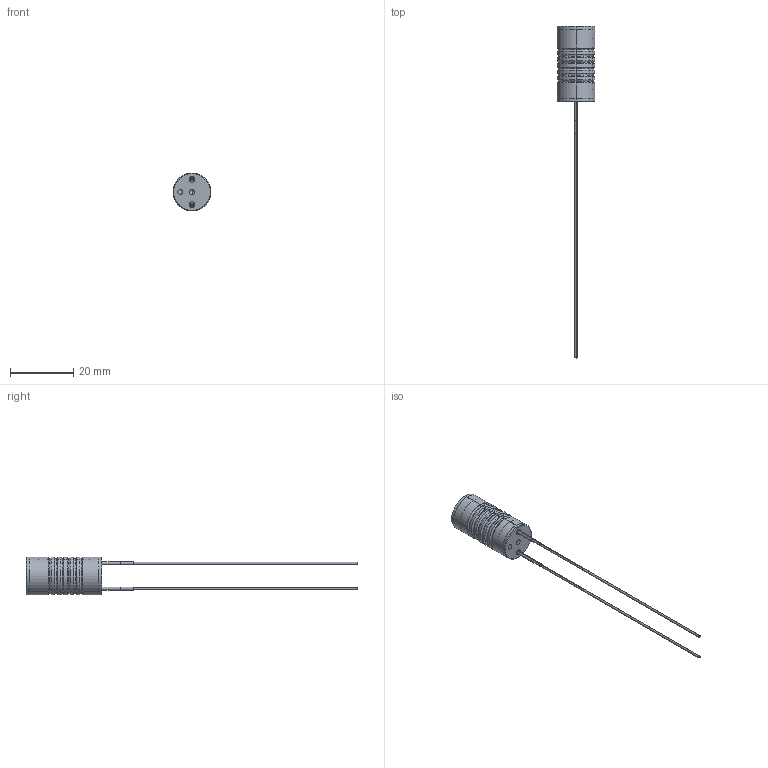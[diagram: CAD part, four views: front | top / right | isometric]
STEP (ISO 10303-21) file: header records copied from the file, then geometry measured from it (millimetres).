
FILE_DESCRIPTION (( 'STEP AP203' ), '1' );
FILE_NAME ('CTN017873-E0W.STEP', '2021-09-16T08:56:16', ( '' ), ( '' ), 'SwSTEP 2.0', 'SolidWorks 2018', '' );
FILE_SCHEMA (( 'CONFIG_CONTROL_DESIGN' ));
Length unit declared in the file: millimetre
Products named in the file (1): CTN017873-E0W
Bounding box: 12 x 105 x 12 mm (x, y, z)
Volume: 820.2 mm3; surface area: 3248.4 mm2
Topology: 12 solids, 12 shells, 181 faces, 372 edges, 215 vertices
Faces by surface type: cylinder 78, torus 48, plane 33, cone 22
Entity records: 4845 total; most frequent: DIRECTION 976, CARTESIAN_POINT 775, ORIENTED_EDGE 732, AXIS2_PLACEMENT_3D 432, EDGE_CURVE 366, CIRCLE 250, VERTEX_POINT 215, EDGE_LOOP 203
